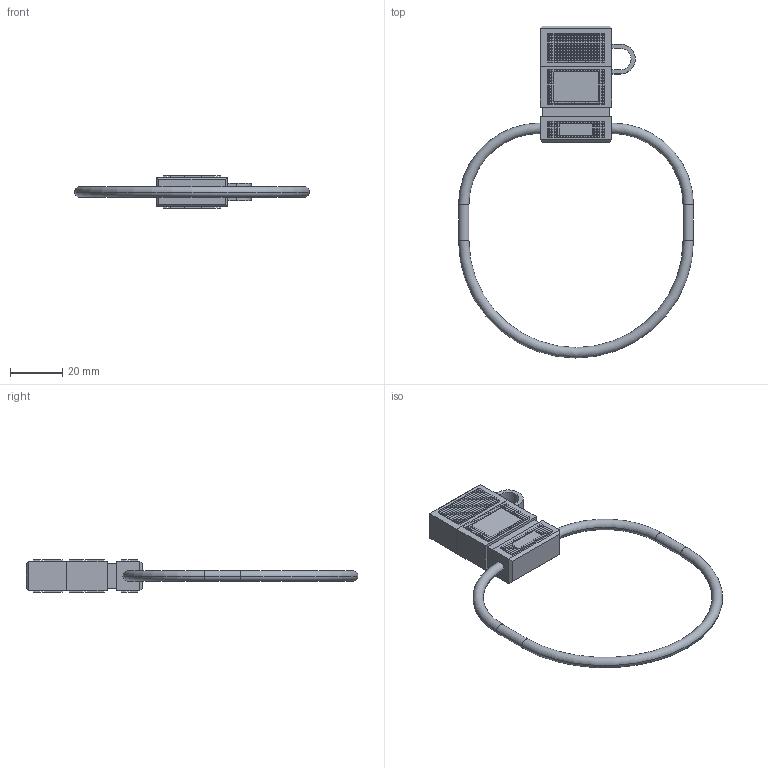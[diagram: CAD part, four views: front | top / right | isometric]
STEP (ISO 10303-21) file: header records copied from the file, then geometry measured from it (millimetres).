
FILE_DESCRIPTION (( 'STEP AP214' ), '1' );
FILE_NAME ('BF351.STEP', '2019-11-07T05:38:04', ( '' ), ( '' ), 'SwSTEP 2.0', 'SolidWorks 2016', '' );
FILE_SCHEMA (( 'AUTOMOTIVE_DESIGN' ));
Length unit declared in the file: millimetre
Products named in the file (1): BF351
Bounding box: 90.13 x 127.33 x 12.5 mm (x, y, z)
Volume: 17580.3 mm3; surface area: 9617.8 mm2
Topology: 3 solids, 3 shells, 4499 faces, 9348 edges, 4864 vertices
Faces by surface type: plane 4487, torus 6, cylinder 6
Entity records: 111264 total; most frequent: CARTESIAN_POINT 18712, ORIENTED_EDGE 18696, DIRECTION 18370, EDGE_CURVE 9348, VECTOR 9326, LINE 9326, VERTEX_POINT 4864, AXIS2_PLACEMENT_3D 4522
